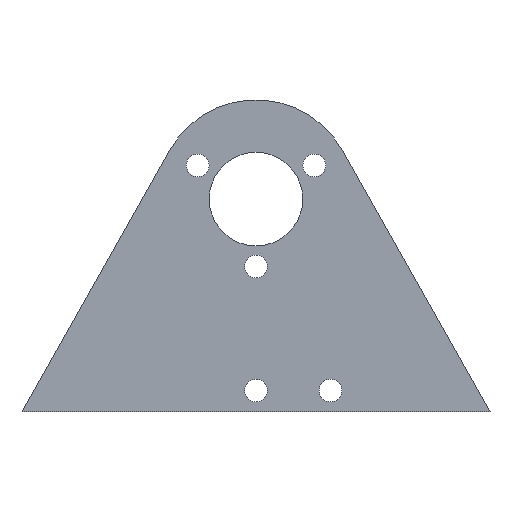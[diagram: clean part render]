
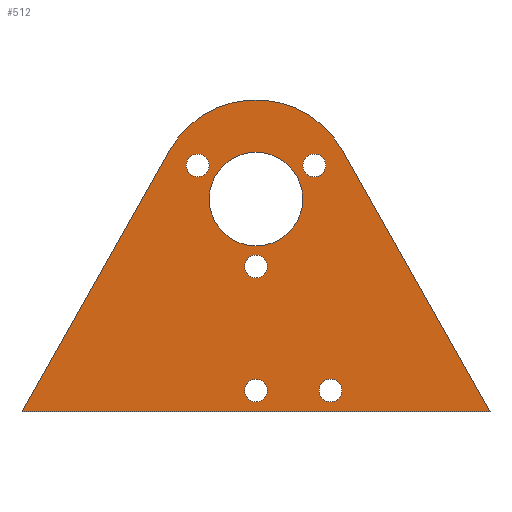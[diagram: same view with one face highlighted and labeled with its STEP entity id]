
A CAD part, front view. The second image highlights one B-rep face of the part: STEP entity #512.
In plain terms, the highlighted planar face has unit normal (0, -1, 0).
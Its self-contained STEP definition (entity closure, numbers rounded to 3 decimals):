
#1 = DIRECTION ( 'NONE',  ( 0., 0., -1. ) ) ;
#4 = DIRECTION ( 'NONE',  ( 0., 0., -1. ) ) ;
#5 = DIRECTION ( 'NONE',  ( 0., 1., 0. ) ) ;
#8 = ORIENTED_EDGE ( 'NONE', *, *, #12, .T. ) ;
#10 = LINE ( 'NONE', #297, #294 ) ;
#12 = EDGE_CURVE ( 'NONE', #883, #169, #527, .T. ) ;
#13 = VERTEX_POINT ( 'NONE', #869 ) ;
#14 = EDGE_CURVE ( 'NONE', #267, #697, #777, .T. ) ;
#15 = PLANE ( 'NONE',  #766 ) ;
#18 = DIRECTION ( 'NONE',  ( 0., 0., -1. ) ) ;
#30 = DIRECTION ( 'NONE',  ( 0., 0., -1. ) ) ;
#39 = ORIENTED_EDGE ( 'NONE', *, *, #421, .F. ) ;
#43 = CIRCLE ( 'NONE', #145, 1.6 ) ;
#45 = VERTEX_POINT ( 'NONE', #581 ) ;
#55 = ORIENTED_EDGE ( 'NONE', *, *, #439, .T. ) ;
#65 = DIRECTION ( 'NONE',  ( 0., 1., 0. ) ) ;
#72 = DIRECTION ( 'NONE',  ( 0., 0., -1. ) ) ;
#75 = CARTESIAN_POINT ( 'NONE',  ( -8.227, 0., 6.35 ) ) ;
#79 = EDGE_LOOP ( 'NONE', ( #174, #126 ) ) ;
#92 = DIRECTION ( 'NONE',  ( 0., 1., 0. ) ) ;
#93 = CARTESIAN_POINT ( 'NONE',  ( 0., 0., 0. ) ) ;
#96 = CARTESIAN_POINT ( 'NONE',  ( 0., 0., 0. ) ) ;
#97 = AXIS2_PLACEMENT_3D ( 'NONE', #93, #859, #717 ) ;
#100 = AXIS2_PLACEMENT_3D ( 'NONE', #423, #426, #285 ) ;
#104 = DIRECTION ( 'NONE',  ( 0., 0., -1. ) ) ;
#109 = DIRECTION ( 'NONE',  ( 0., 0., -1. ) ) ;
#121 = EDGE_CURVE ( 'NONE', #133, #13, #137, .T. ) ;
#126 = ORIENTED_EDGE ( 'NONE', *, *, #552, .T. ) ;
#130 = ORIENTED_EDGE ( 'NONE', *, *, #121, .T. ) ;
#133 = VERTEX_POINT ( 'NONE', #361 ) ;
#135 = DIRECTION ( 'NONE',  ( 0.491, 0., 0.871 ) ) ;
#137 = CIRCLE ( 'NONE', #97, 6.6 ) ;
#145 = AXIS2_PLACEMENT_3D ( 'NONE', #492, #65, #72 ) ;
#154 = ORIENTED_EDGE ( 'NONE', *, *, #920, .T. ) ;
#155 = AXIS2_PLACEMENT_3D ( 'NONE', #185, #462, #104 ) ;
#159 = CIRCLE ( 'NONE', #261, 1.6 ) ;
#161 = FACE_BOUND ( 'NONE', #270, .T. ) ;
#165 = CARTESIAN_POINT ( 'NONE',  ( 0., 0., 0. ) ) ;
#169 = VERTEX_POINT ( 'NONE', #460 ) ;
#174 = ORIENTED_EDGE ( 'NONE', *, *, #263, .T. ) ;
#185 = CARTESIAN_POINT ( 'NONE',  ( -8.227, 0., 4.75 ) ) ;
#197 = ORIENTED_EDGE ( 'NONE', *, *, #249, .T. ) ;
#215 = LINE ( 'NONE', #613, #724 ) ;
#218 = CARTESIAN_POINT ( 'NONE',  ( 0., 0., -9.5 ) ) ;
#238 = DIRECTION ( 'NONE',  ( 0., 1., 0. ) ) ;
#240 = DIRECTION ( 'NONE',  ( 0., 0., -1. ) ) ;
#249 = EDGE_CURVE ( 'NONE', #13, #133, #429, .T. ) ;
#255 = LINE ( 'NONE', #387, #257 ) ;
#257 = VECTOR ( 'NONE', #888, 1000. ) ;
#258 = EDGE_CURVE ( 'NONE', #697, #417, #255, .T. ) ;
#261 = AXIS2_PLACEMENT_3D ( 'NONE', #872, #861, #240 ) ;
#263 = EDGE_CURVE ( 'NONE', #354, #45, #555, .T. ) ;
#267 = VERTEX_POINT ( 'NONE', #319 ) ;
#270 = EDGE_LOOP ( 'NONE', ( #640, #469 ) ) ;
#281 = CARTESIAN_POINT ( 'NONE',  ( 0., 0., -27. ) ) ;
#285 = DIRECTION ( 'NONE',  ( 0., 0., -1. ) ) ;
#294 = VECTOR ( 'NONE', #820, 1000. ) ;
#297 = CARTESIAN_POINT ( 'NONE',  ( -33., 0., -30. ) ) ;
#302 = DIRECTION ( 'NONE',  ( 0., 1., 0. ) ) ;
#306 = AXIS2_PLACEMENT_3D ( 'NONE', #165, #5, #495 ) ;
#316 = CARTESIAN_POINT ( 'NONE',  ( 0., 0., -28.6 ) ) ;
#319 = CARTESIAN_POINT ( 'NONE',  ( -12.193, 0., 6.879 ) ) ;
#336 = EDGE_LOOP ( 'NONE', ( #617, #39, #718, #352 ) ) ;
#345 = EDGE_CURVE ( 'NONE', #169, #883, #572, .T. ) ;
#349 = AXIS2_PLACEMENT_3D ( 'NONE', #281, #564, #491 ) ;
#351 = AXIS2_PLACEMENT_3D ( 'NONE', #727, #424, #716 ) ;
#352 = ORIENTED_EDGE ( 'NONE', *, *, #258, .F. ) ;
#354 = VERTEX_POINT ( 'NONE', #75 ) ;
#357 = DIRECTION ( 'NONE',  ( 0., 1., 0. ) ) ;
#361 = CARTESIAN_POINT ( 'NONE',  ( 0., 0., 6.6 ) ) ;
#368 = FACE_BOUND ( 'NONE', #79, .T. ) ;
#373 = VERTEX_POINT ( 'NONE', #641 ) ;
#387 = CARTESIAN_POINT ( 'NONE',  ( 33., 0., -30. ) ) ;
#391 = DIRECTION ( 'NONE',  ( 0., 0., -1. ) ) ;
#392 = CIRCLE ( 'NONE', #349, 1.6 ) ;
#417 = VERTEX_POINT ( 'NONE', #773 ) ;
#421 = EDGE_CURVE ( 'NONE', #794, #267, #215, .T. ) ;
#422 = EDGE_LOOP ( 'NONE', ( #130, #197 ) ) ;
#423 = CARTESIAN_POINT ( 'NONE',  ( 0., 0., -9.5 ) ) ;
#424 = DIRECTION ( 'NONE',  ( 0., 1., 0. ) ) ;
#426 = DIRECTION ( 'NONE',  ( 0., 1., 0. ) ) ;
#429 = CIRCLE ( 'NONE', #689, 6.6 ) ;
#431 = FACE_BOUND ( 'NONE', #786, .T. ) ;
#438 = CARTESIAN_POINT ( 'NONE',  ( 8.227, 0., 3.15 ) ) ;
#439 = EDGE_CURVE ( 'NONE', #534, #909, #392, .T. ) ;
#442 = FACE_BOUND ( 'NONE', #422, .T. ) ;
#460 = CARTESIAN_POINT ( 'NONE',  ( 0., 0., -7.9 ) ) ;
#461 = CARTESIAN_POINT ( 'NONE',  ( 10.5, 0., -25.4 ) ) ;
#462 = DIRECTION ( 'NONE',  ( 0., 1., 0. ) ) ;
#469 = ORIENTED_EDGE ( 'NONE', *, *, #887, .T. ) ;
#473 = EDGE_CURVE ( 'NONE', #550, #528, #873, .T. ) ;
#491 = DIRECTION ( 'NONE',  ( 0., 0., -1. ) ) ;
#492 = CARTESIAN_POINT ( 'NONE',  ( 0., 0., -27. ) ) ;
#495 = DIRECTION ( 'NONE',  ( 0., 0., -1. ) ) ;
#497 = EDGE_LOOP ( 'NONE', ( #634, #806 ) ) ;
#509 = CARTESIAN_POINT ( 'NONE',  ( 0., 0., -11.1 ) ) ;
#512 = ADVANCED_FACE ( 'NONE', ( #431, #161, #368, #817, #442, #884, #743 ), #15, .T. ) ;
#527 = CIRCLE ( 'NONE', #643, 1.6 ) ;
#528 = VERTEX_POINT ( 'NONE', #438 ) ;
#534 = VERTEX_POINT ( 'NONE', #316 ) ;
#550 = VERTEX_POINT ( 'NONE', #658 ) ;
#552 = EDGE_CURVE ( 'NONE', #45, #354, #159, .T. ) ;
#555 = CIRCLE ( 'NONE', #155, 1.6 ) ;
#564 = DIRECTION ( 'NONE',  ( 0., 1., 0. ) ) ;
#572 = CIRCLE ( 'NONE', #100, 1.6 ) ;
#575 = CARTESIAN_POINT ( 'NONE',  ( 8.227, 0., 4.75 ) ) ;
#576 = CIRCLE ( 'NONE', #874, 1.6 ) ;
#578 = EDGE_CURVE ( 'NONE', #417, #794, #10, .T. ) ;
#581 = CARTESIAN_POINT ( 'NONE',  ( -8.227, 0., 3.15 ) ) ;
#613 = CARTESIAN_POINT ( 'NONE',  ( -12.193, 0., 6.879 ) ) ;
#615 = CARTESIAN_POINT ( 'NONE',  ( -33., 0., -30. ) ) ;
#617 = ORIENTED_EDGE ( 'NONE', *, *, #14, .F. ) ;
#628 = CIRCLE ( 'NONE', #843, 1.6 ) ;
#634 = ORIENTED_EDGE ( 'NONE', *, *, #473, .T. ) ;
#640 = ORIENTED_EDGE ( 'NONE', *, *, #674, .T. ) ;
#641 = CARTESIAN_POINT ( 'NONE',  ( 10.5, 0., -28.6 ) ) ;
#643 = AXIS2_PLACEMENT_3D ( 'NONE', #218, #357, #1 ) ;
#658 = CARTESIAN_POINT ( 'NONE',  ( 8.227, 0., 6.35 ) ) ;
#667 = CIRCLE ( 'NONE', #351, 1.6 ) ;
#669 = CARTESIAN_POINT ( 'NONE',  ( 8.227, 0., 4.75 ) ) ;
#674 = EDGE_CURVE ( 'NONE', #778, #373, #628, .T. ) ;
#689 = AXIS2_PLACEMENT_3D ( 'NONE', #741, #238, #391 ) ;
#697 = VERTEX_POINT ( 'NONE', #769 ) ;
#702 = ORIENTED_EDGE ( 'NONE', *, *, #345, .T. ) ;
#716 = DIRECTION ( 'NONE',  ( 0., 0., -1. ) ) ;
#717 = DIRECTION ( 'NONE',  ( 0., 0., -1. ) ) ;
#718 = ORIENTED_EDGE ( 'NONE', *, *, #578, .F. ) ;
#721 = CARTESIAN_POINT ( 'NONE',  ( 0., 0., -25.4 ) ) ;
#724 = VECTOR ( 'NONE', #135, 1000. ) ;
#726 = AXIS2_PLACEMENT_3D ( 'NONE', #669, #302, #30 ) ;
#727 = CARTESIAN_POINT ( 'NONE',  ( 10.5, 0., -27. ) ) ;
#735 = DIRECTION ( 'NONE',  ( 0., -1., 0. ) ) ;
#741 = CARTESIAN_POINT ( 'NONE',  ( 0., 0., 0. ) ) ;
#743 = FACE_OUTER_BOUND ( 'NONE', #336, .T. ) ;
#749 = CARTESIAN_POINT ( 'NONE',  ( 10.5, 0., -27. ) ) ;
#766 = AXIS2_PLACEMENT_3D ( 'NONE', #96, #735, #18 ) ;
#769 = CARTESIAN_POINT ( 'NONE',  ( 12.193, 0., 6.879 ) ) ;
#773 = CARTESIAN_POINT ( 'NONE',  ( 33., 0., -30. ) ) ;
#777 = CIRCLE ( 'NONE', #306, 14. ) ;
#778 = VERTEX_POINT ( 'NONE', #461 ) ;
#786 = EDGE_LOOP ( 'NONE', ( #154, #55 ) ) ;
#794 = VERTEX_POINT ( 'NONE', #615 ) ;
#801 = EDGE_LOOP ( 'NONE', ( #702, #8 ) ) ;
#806 = ORIENTED_EDGE ( 'NONE', *, *, #881, .T. ) ;
#817 = FACE_BOUND ( 'NONE', #497, .T. ) ;
#820 = DIRECTION ( 'NONE',  ( -1., 0., 0. ) ) ;
#843 = AXIS2_PLACEMENT_3D ( 'NONE', #749, #92, #109 ) ;
#859 = DIRECTION ( 'NONE',  ( 0., 1., 0. ) ) ;
#861 = DIRECTION ( 'NONE',  ( 0., 1., 0. ) ) ;
#862 = DIRECTION ( 'NONE',  ( 0., 1., 0. ) ) ;
#869 = CARTESIAN_POINT ( 'NONE',  ( 0., 0., -6.6 ) ) ;
#872 = CARTESIAN_POINT ( 'NONE',  ( -8.227, 0., 4.75 ) ) ;
#873 = CIRCLE ( 'NONE', #726, 1.6 ) ;
#874 = AXIS2_PLACEMENT_3D ( 'NONE', #575, #862, #4 ) ;
#881 = EDGE_CURVE ( 'NONE', #528, #550, #576, .T. ) ;
#883 = VERTEX_POINT ( 'NONE', #509 ) ;
#884 = FACE_BOUND ( 'NONE', #801, .T. ) ;
#887 = EDGE_CURVE ( 'NONE', #373, #778, #667, .T. ) ;
#888 = DIRECTION ( 'NONE',  ( 0.491, 0., -0.871 ) ) ;
#909 = VERTEX_POINT ( 'NONE', #721 ) ;
#920 = EDGE_CURVE ( 'NONE', #909, #534, #43, .T. ) ;
